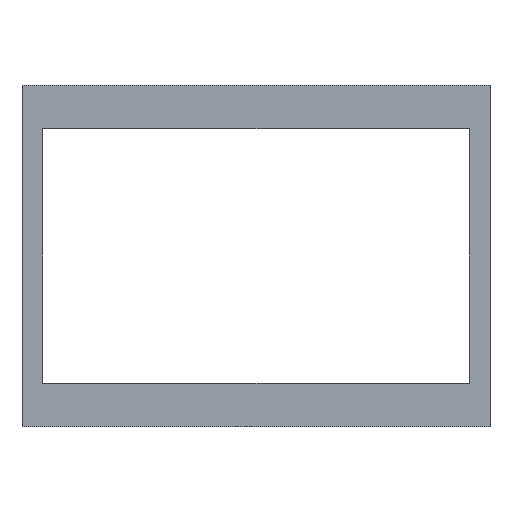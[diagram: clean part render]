
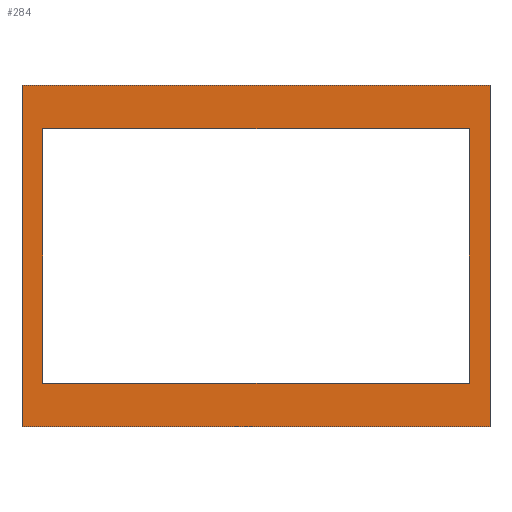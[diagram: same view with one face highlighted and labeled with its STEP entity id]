
A CAD part, front view. The second image highlights one B-rep face of the part: STEP entity #284.
In plain terms, the highlighted planar face has unit normal (0, -1, 0).
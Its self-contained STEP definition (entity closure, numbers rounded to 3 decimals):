
#17=FACE_BOUND('',#50,.T.);
#32=FACE_OUTER_BOUND('',#49,.T.);
#49=EDGE_LOOP('',(#247,#248,#249,#250));
#50=EDGE_LOOP('',(#251,#252,#253,#254));
#63=LINE('',#410,#99);
#67=LINE('',#418,#103);
#70=LINE('',#424,#106);
#73=LINE('',#429,#109);
#75=LINE('',#435,#111);
#79=LINE('',#443,#115);
#82=LINE('',#449,#118);
#85=LINE('',#454,#121);
#99=VECTOR('',#338,10.);
#103=VECTOR('',#344,10.);
#106=VECTOR('',#349,10.);
#109=VECTOR('',#354,10.);
#111=VECTOR('',#360,10.);
#115=VECTOR('',#366,10.);
#118=VECTOR('',#371,10.);
#121=VECTOR('',#376,10.);
#131=VERTEX_POINT('',#408);
#132=VERTEX_POINT('',#409);
#135=VERTEX_POINT('',#417);
#137=VERTEX_POINT('',#423);
#139=VERTEX_POINT('',#433);
#140=VERTEX_POINT('',#434);
#143=VERTEX_POINT('',#442);
#145=VERTEX_POINT('',#448);
#159=EDGE_CURVE('',#131,#132,#63,.T.);
#163=EDGE_CURVE('',#135,#131,#67,.T.);
#166=EDGE_CURVE('',#137,#135,#70,.T.);
#169=EDGE_CURVE('',#132,#137,#73,.T.);
#171=EDGE_CURVE('',#139,#140,#75,.T.);
#175=EDGE_CURVE('',#143,#139,#79,.T.);
#178=EDGE_CURVE('',#145,#143,#82,.T.);
#181=EDGE_CURVE('',#140,#145,#85,.T.);
#247=ORIENTED_EDGE('',*,*,#169,.F.);
#248=ORIENTED_EDGE('',*,*,#159,.F.);
#249=ORIENTED_EDGE('',*,*,#163,.F.);
#250=ORIENTED_EDGE('',*,*,#166,.F.);
#251=ORIENTED_EDGE('',*,*,#181,.F.);
#252=ORIENTED_EDGE('',*,*,#171,.F.);
#253=ORIENTED_EDGE('',*,*,#175,.F.);
#254=ORIENTED_EDGE('',*,*,#178,.F.);
#269=PLANE('',#313);
#284=ADVANCED_FACE('',(#32,#17),#269,.F.);
#313=AXIS2_PLACEMENT_3D('',#457,#380,#381);
#338=DIRECTION('',(-1.,0.,0.));
#344=DIRECTION('',(0.,0.,-1.));
#349=DIRECTION('',(1.,0.,0.));
#354=DIRECTION('',(0.,0.,1.));
#360=DIRECTION('',(-1.,0.,0.));
#366=DIRECTION('',(0.,0.,1.));
#371=DIRECTION('',(1.,0.,0.));
#376=DIRECTION('',(0.,0.,-1.));
#380=DIRECTION('center_axis',(0.,1.,0.));
#381=DIRECTION('ref_axis',(1.,0.,0.));
#408=CARTESIAN_POINT('',(180.,0.,-131.5));
#409=CARTESIAN_POINT('',(0.,0.,-131.5));
#410=CARTESIAN_POINT('',(180.,0.,-131.5));
#417=CARTESIAN_POINT('',(180.,0.,0.));
#418=CARTESIAN_POINT('',(180.,0.,0.));
#423=CARTESIAN_POINT('',(0.,0.,0.));
#424=CARTESIAN_POINT('',(0.,0.,0.));
#429=CARTESIAN_POINT('',(0.,0.,-131.5));
#433=CARTESIAN_POINT('',(172.,0.,-16.75));
#434=CARTESIAN_POINT('',(8.,0.,-16.75));
#435=CARTESIAN_POINT('',(8.,0.,-16.75));
#442=CARTESIAN_POINT('',(172.,0.,-114.75));
#443=CARTESIAN_POINT('',(172.,0.,-16.75));
#448=CARTESIAN_POINT('',(8.,0.,-114.75));
#449=CARTESIAN_POINT('',(172.,0.,-114.75));
#454=CARTESIAN_POINT('',(8.,0.,-114.75));
#457=CARTESIAN_POINT('Origin',(90.,0.,-62.75));
